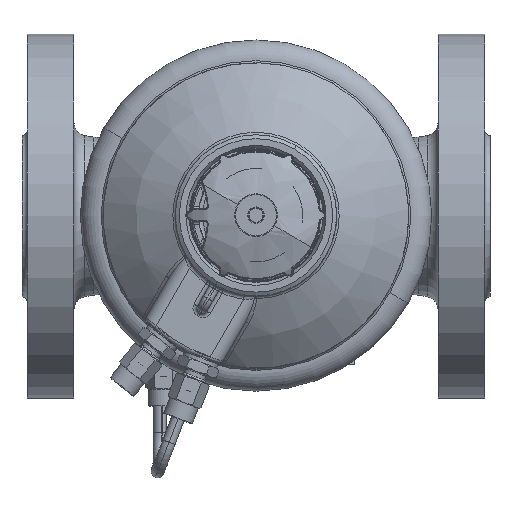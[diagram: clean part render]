
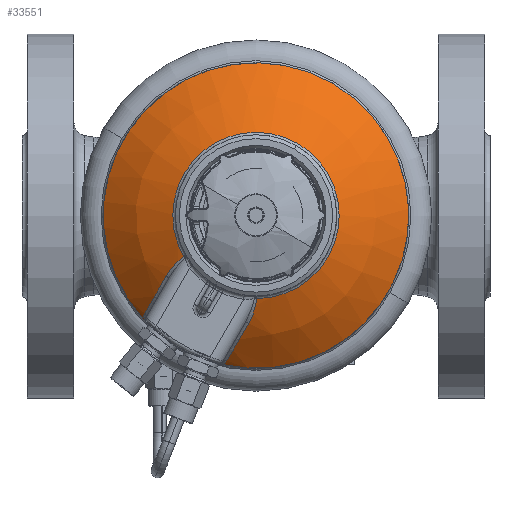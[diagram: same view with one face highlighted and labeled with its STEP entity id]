
A CAD part, top view. The second image highlights one B-rep face of the part: STEP entity #33551.
In plain terms, the highlighted spherical face has radius 84 mm.
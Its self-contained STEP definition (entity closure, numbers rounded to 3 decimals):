
#29962=CARTESIAN_POINT('',(27.542,32.73,16.273));
#29963=CARTESIAN_POINT('',(27.878,32.882,16.43));
#29964=CARTESIAN_POINT('',(28.584,33.202,16.73));
#29965=CARTESIAN_POINT('',(29.748,33.731,17.133));
#29966=CARTESIAN_POINT('',(31.021,34.318,17.491));
#29967=CARTESIAN_POINT('',(32.402,34.966,17.796));
#29968=CARTESIAN_POINT('',(33.896,35.683,18.039));
#29969=CARTESIAN_POINT('',(35.516,36.479,18.207));
#29970=CARTESIAN_POINT('',(36.7,37.076,18.252));
#29971=CARTESIAN_POINT('',(37.316,37.391,18.252));
#29989=CARTESIAN_POINT('',(0.,32.73,0.));
#29990=DIRECTION('',(0.,-1.,0.));
#29991=DIRECTION('',(0.861,0.,0.509));
#29992=AXIS2_PLACEMENT_3D('',#29989,#29990,#29991);
#29994=CARTESIAN_POINT('',(0.,50.363,0.));
#29995=DIRECTION('',(0.,1.,0.));
#29996=DIRECTION('',(0.955,0.,-0.297));
#29997=AXIS2_PLACEMENT_3D('',#29994,#29995,#29996);
#29999=CARTESIAN_POINT('',(0.,50.363,0.));
#30000=DIRECTION('',(0.,1.,0.));
#30001=DIRECTION('',(-1.,0.,0.));
#30002=AXIS2_PLACEMENT_3D('',#29999,#30000,#30001);
#30020=CARTESIAN_POINT('',(54.007,48.707,18.252));
#30021=CARTESIAN_POINT('',(54.217,48.89,18.252));
#30022=CARTESIAN_POINT('',(54.62,49.234,18.211));
#30023=CARTESIAN_POINT('',(55.174,49.685,18.046));
#30024=CARTESIAN_POINT('',(55.672,50.066,17.793));
#30025=CARTESIAN_POINT('',(55.962,50.272,17.577));
#30026=CARTESIAN_POINT('',(56.097,50.363,17.456));
#30273=CARTESIAN_POINT('',(37.316,37.391,18.252));
#30274=CARTESIAN_POINT('',(39.048,38.276,18.252));
#30275=CARTESIAN_POINT('',(42.628,40.261,18.252));
#30276=CARTESIAN_POINT('',(48.256,43.986,18.252));
#30277=CARTESIAN_POINT('',(52.092,47.03,18.252));
#30278=CARTESIAN_POINT('',(54.007,48.707,18.252));
#30296=CARTESIAN_POINT('',(37.316,37.391,
-18.252));
#30297=CARTESIAN_POINT('',(36.704,37.078,
-18.252));
#30298=CARTESIAN_POINT('',(35.527,36.485,
-18.207));
#30299=CARTESIAN_POINT('',(33.917,35.693,
-18.042));
#30300=CARTESIAN_POINT('',(32.426,34.978,
-17.801));
#30301=CARTESIAN_POINT('',(31.045,34.329,
-17.497));
#30302=CARTESIAN_POINT('',(29.767,33.739,
-17.139));
#30303=CARTESIAN_POINT('',(28.595,33.206,
-16.734));
#30304=CARTESIAN_POINT('',(27.882,32.884,
-16.432));
#30305=CARTESIAN_POINT('',(27.542,32.73,
-16.273));
#30332=CARTESIAN_POINT('',(54.007,48.707,
-18.252));
#30333=CARTESIAN_POINT('',(52.092,47.03,
-18.252));
#30334=CARTESIAN_POINT('',(48.257,43.987,
-18.252));
#30335=CARTESIAN_POINT('',(42.629,40.261,
-18.252));
#30336=CARTESIAN_POINT('',(39.048,38.276,
-18.252));
#30337=CARTESIAN_POINT('',(37.316,37.391,
-18.252));
#30339=CARTESIAN_POINT('',(56.096,50.363,
-17.458));
#30340=CARTESIAN_POINT('',(55.961,50.272,
-17.578));
#30341=CARTESIAN_POINT('',(55.67,50.065,
-17.794));
#30342=CARTESIAN_POINT('',(55.173,49.684,
-18.047));
#30343=CARTESIAN_POINT('',(54.619,49.234,
-18.211));
#30344=CARTESIAN_POINT('',(54.217,48.89,
-18.252));
#30345=CARTESIAN_POINT('',(54.007,48.707,
-18.252));
#30684=CARTESIAN_POINT('',(-58.75,50.363,0.));
#30685=VERTEX_POINT('',#30684);
#30702=VERTEX_POINT('',#30020);
#30703=VERTEX_POINT('',#30026);
#30705=VERTEX_POINT('',#30273);
#30706=VERTEX_POINT('',#29962);
#30715=VERTEX_POINT('',#30339);
#30716=VERTEX_POINT('',#30345);
#30720=VERTEX_POINT('',#30337);
#30721=VERTEX_POINT('',#30305);
#33530=CARTESIAN_POINT('',(0.,110.4,0.));
#33531=DIRECTION('',(0.,-1.,0.));
#33532=DIRECTION('',(-1.,0.,0.));
#33533=AXIS2_PLACEMENT_3D('',#33530,#33531,#33532);
#33534=SPHERICAL_SURFACE('',#33533,84.);
#33536=ORIENTED_EDGE('',*,*,#33535,.F.);
#33538=ORIENTED_EDGE('',*,*,#33537,.F.);
#33539=ORIENTED_EDGE('',*,*,#33520,.F.);
#33540=ORIENTED_EDGE('',*,*,#32946,.T.);
#33542=ORIENTED_EDGE('',*,*,#33541,.F.);
#33544=ORIENTED_EDGE('',*,*,#33543,.F.);
#33546=ORIENTED_EDGE('',*,*,#33545,.F.);
#33547=ORIENTED_EDGE('',*,*,#32422,.T.);
#33548=ORIENTED_EDGE('',*,*,#32737,.T.);
#33549=EDGE_LOOP('',(#33536,#33538,#33539,#33540,#33542,#33544,#33546,#33547,
#33548));
#33550=FACE_OUTER_BOUND('',#33549,.F.);
#33551=ADVANCED_FACE('',(#33550),#33534,.T.);
#29972=B_SPLINE_CURVE_WITH_KNOTS('',3,(#29962,#29963,#29964,#29965,#29966,
#29967,#29968,#29969,#29970,#29971),.UNSPECIFIED.,.F.,.F.,(4,1,1,1,1,1,1,4),(
0.,0.143,0.286,0.429,0.571,
0.714,0.857,1.),.UNSPECIFIED.);
#29993=CIRCLE('',#29992,31.991);
#29998=CIRCLE('',#29997,58.75);
#30003=CIRCLE('',#30002,58.75);
#30027=B_SPLINE_CURVE_WITH_KNOTS('',3,(#30020,#30021,#30022,#30023,#30024,
#30025,#30026),.UNSPECIFIED.,.F.,.F.,(4,1,1,1,4),(0.,0.25,0.5,0.75,
1.),.UNSPECIFIED.);
#30279=B_SPLINE_CURVE_WITH_KNOTS('',3,(#30273,#30274,#30275,#30276,#30277,
#30278),.UNSPECIFIED.,.F.,.F.,(4,1,1,4),(0.,0.333,
0.667,1.),.UNSPECIFIED.);
#30306=B_SPLINE_CURVE_WITH_KNOTS('',3,(#30296,#30297,#30298,#30299,#30300,
#30301,#30302,#30303,#30304,#30305),.UNSPECIFIED.,.F.,.F.,(4,1,1,1,1,1,1,4),(
0.,0.143,0.286,0.429,0.571,
0.714,0.857,1.),.UNSPECIFIED.);
#30338=B_SPLINE_CURVE_WITH_KNOTS('',3,(#30332,#30333,#30334,#30335,#30336,
#30337),.UNSPECIFIED.,.F.,.F.,(4,1,1,4),(0.,0.333,
0.667,1.),.UNSPECIFIED.);
#30346=B_SPLINE_CURVE_WITH_KNOTS('',3,(#30339,#30340,#30341,#30342,#30343,
#30344,#30345),.UNSPECIFIED.,.F.,.F.,(4,1,1,1,4),(0.,0.25,0.5,0.75,
1.),.UNSPECIFIED.);
#32422=EDGE_CURVE('',#30715,#30685,#29998,.T.);
#32737=EDGE_CURVE('',#30685,#30703,#30003,.T.);
#32946=EDGE_CURVE('',#30706,#30721,#29993,.T.);
#33520=EDGE_CURVE('',#30706,#30705,#29972,.T.);
#33535=EDGE_CURVE('',#30702,#30703,#30027,.T.);
#33537=EDGE_CURVE('',#30705,#30702,#30279,.T.);
#33541=EDGE_CURVE('',#30720,#30721,#30306,.T.);
#33543=EDGE_CURVE('',#30716,#30720,#30338,.T.);
#33545=EDGE_CURVE('',#30715,#30716,#30346,.T.);
